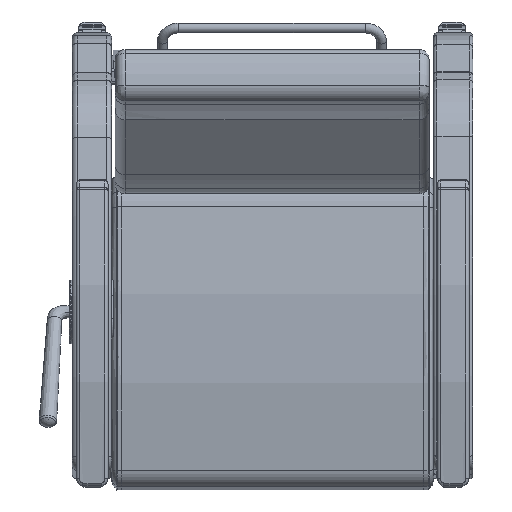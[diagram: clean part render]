
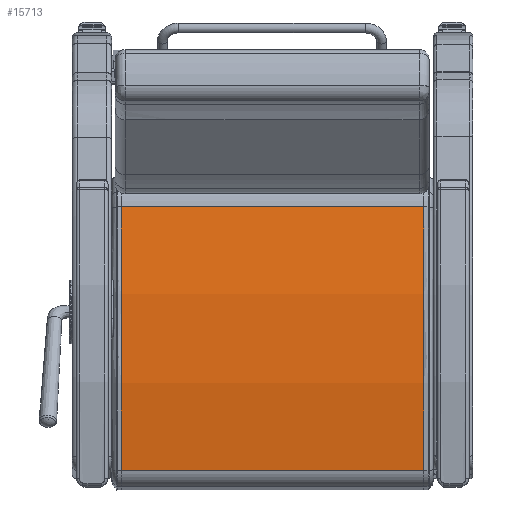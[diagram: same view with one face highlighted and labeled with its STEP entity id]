
A CAD part, front view. The second image highlights one B-rep face of the part: STEP entity #15713.
In plain terms, the highlighted free-form (B-spline) face has degree [1, 2] with [2, 3] control points.
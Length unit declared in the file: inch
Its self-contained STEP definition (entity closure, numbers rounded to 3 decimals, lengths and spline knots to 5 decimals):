
#45=(
BOUNDED_SURFACE()
B_SPLINE_SURFACE(1,2,((#27037,#27038,#27039),(#27040,#27041,#27042)),
 .UNSPECIFIED.,.F.,.F.,.F.)
B_SPLINE_SURFACE_WITH_KNOTS((2,2),(3,3),(-0.19254,0.19254),
(1.36178,1.69928),.UNSPECIFIED.)
GEOMETRIC_REPRESENTATION_ITEM()
RATIONAL_B_SPLINE_SURFACE(((1.,0.986,1.),(1.,0.986,
1.)))
REPRESENTATION_ITEM('')
SURFACE()
);
#1300=ELLIPSE('',#17341,60.05357,60.);
#1312=ELLIPSE('',#17383,60.05357,60.);
#1708=LINE('',#27036,#2680);
#1709=LINE('',#27043,#2681);
#2680=VECTOR('',#20335,0.3937);
#2681=VECTOR('',#20336,0.3937);
#3864=FACE_OUTER_BOUND('',#4958,.T.);
#4958=EDGE_LOOP('',(#11686,#11687,#11688,#11689));
#7145=VERTEX_POINT('',#26209);
#7146=VERTEX_POINT('',#26232);
#7186=VERTEX_POINT('',#26449);
#7187=VERTEX_POINT('',#26472);
#8737=EDGE_CURVE('',#7146,#7145,#1300,.T.);
#8796=EDGE_CURVE('',#7187,#7186,#1312,.T.);
#8876=EDGE_CURVE('',#7145,#7187,#1708,.T.);
#8877=EDGE_CURVE('',#7146,#7186,#1709,.T.);
#11686=ORIENTED_EDGE('',*,*,#8737,.F.);
#11687=ORIENTED_EDGE('',*,*,#8877,.T.);
#11688=ORIENTED_EDGE('',*,*,#8796,.F.);
#11689=ORIENTED_EDGE('',*,*,#8876,.F.);
#15713=ADVANCED_FACE('',(#3864),#45,.F.);
#17341=AXIS2_PLACEMENT_3D('',#26234,#20088,#20089);
#17383=AXIS2_PLACEMENT_3D('',#26474,#20197,#20198);
#20088=DIRECTION('center_axis',(0.,0.,-1.));
#20089=DIRECTION('ref_axis',(1.,0.,0.));
#20197=DIRECTION('center_axis',(0.,0.,1.));
#20198=DIRECTION('ref_axis',(1.,0.,0.));
#20335=DIRECTION('',(0.,0.,1.));
#20336=DIRECTION('',(0.,0.,1.));
#26209=CARTESIAN_POINT('',(10.1114,0.44486,-11.5625));
#26232=CARTESIAN_POINT('',(-10.04459,1.25621,-11.5625));
#26234=CARTESIAN_POINT('Origin',(-2.34979,-58.24922,-11.5625));
#26449=CARTESIAN_POINT('',(-10.04459,1.25621,11.5625));
#26472=CARTESIAN_POINT('',(10.1114,0.44486,11.5625));
#26474=CARTESIAN_POINT('Origin',(-2.34979,-58.24922,11.5625));
#27036=CARTESIAN_POINT('',(10.1114,0.44486,0.));
#27037=CARTESIAN_POINT('Ctrl Pts',(10.1114,0.44486,-11.5625));
#27038=CARTESIAN_POINT('Ctrl Pts',(0.10258,2.56602,-11.5625));
#27039=CARTESIAN_POINT('Ctrl Pts',(-10.04459,1.25621,-11.5625));
#27040=CARTESIAN_POINT('Ctrl Pts',(10.1114,0.44486,11.5625));
#27041=CARTESIAN_POINT('Ctrl Pts',(0.10258,2.56602,11.5625));
#27042=CARTESIAN_POINT('Ctrl Pts',(-10.04459,1.25621,11.5625));
#27043=CARTESIAN_POINT('',(-10.04459,1.25621,0.));
